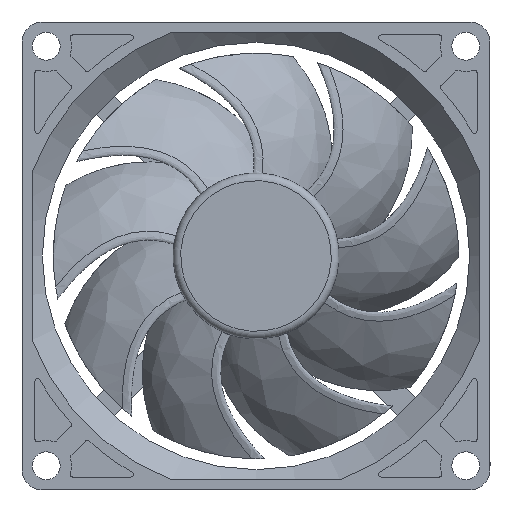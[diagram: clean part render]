
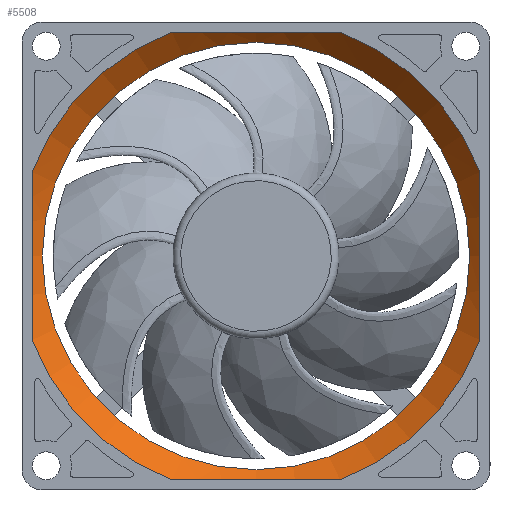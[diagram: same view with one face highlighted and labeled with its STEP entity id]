
A CAD part, front view. The second image highlights one B-rep face of the part: STEP entity #5508.
In plain terms, the highlighted conical face has half-angle 45 degrees and reference radius 47 mm.
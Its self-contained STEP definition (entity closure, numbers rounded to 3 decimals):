
#19=CONICAL_SURFACE('',#5999,47.,0.785);
#53=(
BOUNDED_CURVE()
B_SPLINE_CURVE(2,(#12001,#12002,#12003),.UNSPECIFIED.,.F.,.F.)
B_SPLINE_CURVE_WITH_KNOTS((3,3),(-3.666,-0.253),
 .UNSPECIFIED.)
CURVE()
GEOMETRIC_REPRESENTATION_ITEM()
RATIONAL_B_SPLINE_CURVE((1.011,1.08,1.011))
REPRESENTATION_ITEM('')
);
#54=(
BOUNDED_CURVE()
B_SPLINE_CURVE(2,(#12008,#12009,#12010),.UNSPECIFIED.,.F.,.F.)
B_SPLINE_CURVE_WITH_KNOTS((3,3),(-3.666,-0.253),
 .UNSPECIFIED.)
CURVE()
GEOMETRIC_REPRESENTATION_ITEM()
RATIONAL_B_SPLINE_CURVE((1.011,1.08,1.011))
REPRESENTATION_ITEM('')
);
#55=(
BOUNDED_CURVE()
B_SPLINE_CURVE(2,(#12016,#12017,#12018),.UNSPECIFIED.,.F.,.F.)
B_SPLINE_CURVE_WITH_KNOTS((3,3),(-3.666,-1.96),
 .UNSPECIFIED.)
CURVE()
GEOMETRIC_REPRESENTATION_ITEM()
RATIONAL_B_SPLINE_CURVE((1.011,1.045,1.045))
REPRESENTATION_ITEM('')
);
#56=(
BOUNDED_CURVE()
B_SPLINE_CURVE(2,(#12019,#12020,#12021),.UNSPECIFIED.,.F.,.F.)
B_SPLINE_CURVE_WITH_KNOTS((3,3),(-1.96,-0.253),
 .UNSPECIFIED.)
CURVE()
GEOMETRIC_REPRESENTATION_ITEM()
RATIONAL_B_SPLINE_CURVE((1.045,1.045,1.011))
REPRESENTATION_ITEM('')
);
#57=(
BOUNDED_CURVE()
B_SPLINE_CURVE(2,(#12026,#12027,#12028),.UNSPECIFIED.,.F.,.F.)
B_SPLINE_CURVE_WITH_KNOTS((3,3),(-3.666,-0.253),
 .UNSPECIFIED.)
CURVE()
GEOMETRIC_REPRESENTATION_ITEM()
RATIONAL_B_SPLINE_CURVE((1.011,1.08,1.011))
REPRESENTATION_ITEM('')
);
#752=FACE_OUTER_BOUND('',#1109,.T.);
#1109=EDGE_LOOP('',(#4305,#4306,#4307,#4308,#4309,#4310,#4311,#4312,#4313,
#4314,#4315,#4316,#4317));
#1481=LINE('',#12432,#1841);
#1841=VECTOR('',#6919,47.);
#2068=CIRCLE('',#5837,42.);
#2070=CIRCLE('',#5839,42.);
#2131=CIRCLE('',#5910,47.);
#2132=CIRCLE('',#5911,47.);
#2133=CIRCLE('',#5912,47.);
#2134=CIRCLE('',#5913,47.);
#2491=VERTEX_POINT('',#11925);
#2492=VERTEX_POINT('',#11926);
#2526=VERTEX_POINT('',#11998);
#2527=VERTEX_POINT('',#11999);
#2528=VERTEX_POINT('',#12005);
#2529=VERTEX_POINT('',#12006);
#2530=VERTEX_POINT('',#12012);
#2531=VERTEX_POINT('',#12013);
#2532=VERTEX_POINT('',#12015);
#2533=VERTEX_POINT('',#12023);
#2534=VERTEX_POINT('',#12024);
#3074=EDGE_CURVE('',#2491,#2492,#2068,.F.);
#3077=EDGE_CURVE('',#2492,#2491,#2070,.F.);
#3111=EDGE_CURVE('',#2526,#2527,#53,.T.);
#3113=EDGE_CURVE('',#2528,#2529,#54,.T.);
#3115=EDGE_CURVE('',#2530,#2532,#55,.T.);
#3116=EDGE_CURVE('',#2532,#2531,#56,.T.);
#3118=EDGE_CURVE('',#2533,#2534,#57,.T.);
#3196=EDGE_CURVE('',#2529,#2526,#2131,.T.);
#3197=EDGE_CURVE('',#2527,#2533,#2132,.T.);
#3198=EDGE_CURVE('',#2534,#2530,#2133,.T.);
#3199=EDGE_CURVE('',#2531,#2528,#2134,.T.);
#3316=EDGE_CURVE('',#2491,#2532,#1481,.T.);
#4305=ORIENTED_EDGE('',*,*,#3074,.F.);
#4306=ORIENTED_EDGE('',*,*,#3316,.T.);
#4307=ORIENTED_EDGE('',*,*,#3115,.F.);
#4308=ORIENTED_EDGE('',*,*,#3198,.F.);
#4309=ORIENTED_EDGE('',*,*,#3118,.F.);
#4310=ORIENTED_EDGE('',*,*,#3197,.F.);
#4311=ORIENTED_EDGE('',*,*,#3111,.F.);
#4312=ORIENTED_EDGE('',*,*,#3196,.F.);
#4313=ORIENTED_EDGE('',*,*,#3113,.F.);
#4314=ORIENTED_EDGE('',*,*,#3199,.F.);
#4315=ORIENTED_EDGE('',*,*,#3116,.F.);
#4316=ORIENTED_EDGE('',*,*,#3316,.F.);
#4317=ORIENTED_EDGE('',*,*,#3077,.F.);
#5508=ADVANCED_FACE('',(#752),#19,.F.);
#5837=AXIS2_PLACEMENT_3D('',#11927,#6500,#6501);
#5839=AXIS2_PLACEMENT_3D('',#11931,#6505,#6506);
#5910=AXIS2_PLACEMENT_3D('',#12194,#6695,#6696);
#5911=AXIS2_PLACEMENT_3D('',#12195,#6697,#6698);
#5912=AXIS2_PLACEMENT_3D('',#12196,#6699,#6700);
#5913=AXIS2_PLACEMENT_3D('',#12197,#6701,#6702);
#5999=AXIS2_PLACEMENT_3D('',#12431,#6917,#6918);
#6500=DIRECTION('center_axis',(0.,1.,0.));
#6501=DIRECTION('ref_axis',(0.,0.,1.));
#6505=DIRECTION('center_axis',(0.,1.,0.));
#6506=DIRECTION('ref_axis',(0.,0.,1.));
#6695=DIRECTION('center_axis',(0.,1.,0.));
#6696=DIRECTION('ref_axis',(0.,0.,1.));
#6697=DIRECTION('center_axis',(0.,1.,0.));
#6698=DIRECTION('ref_axis',(0.,0.,1.));
#6699=DIRECTION('center_axis',(0.,1.,0.));
#6700=DIRECTION('ref_axis',(0.,0.,1.));
#6701=DIRECTION('center_axis',(0.,1.,0.));
#6702=DIRECTION('ref_axis',(0.,0.,1.));
#6917=DIRECTION('center_axis',(0.,-1.,0.));
#6918=DIRECTION('ref_axis',(0.,0.,-1.));
#6919=DIRECTION('',(0.,-0.707,0.707));
#11925=CARTESIAN_POINT('',(0.,5.,42.));
#11926=CARTESIAN_POINT('',(0.,5.,-42.));
#11927=CARTESIAN_POINT('Origin',(0.,5.,0.));
#11931=CARTESIAN_POINT('Origin',(0.,5.,0.));
#11998=CARTESIAN_POINT('',(16.523,0.,-44.));
#11999=CARTESIAN_POINT('',(-16.523,0.,-44.));
#12001=CARTESIAN_POINT('Ctrl Pts',(16.523,0.,
-44.));
#12002=CARTESIAN_POINT('Ctrl Pts',(0.,5.809,
-44.));
#12003=CARTESIAN_POINT('Ctrl Pts',(-16.523,0.,
-44.));
#12005=CARTESIAN_POINT('',(44.,0.,16.523));
#12006=CARTESIAN_POINT('',(44.,0.,-16.523));
#12008=CARTESIAN_POINT('Ctrl Pts',(44.,0.,16.523));
#12009=CARTESIAN_POINT('Ctrl Pts',(44.,5.809,0.));
#12010=CARTESIAN_POINT('Ctrl Pts',(44.,0.,-16.523));
#12012=CARTESIAN_POINT('',(-16.523,0.,44.));
#12013=CARTESIAN_POINT('',(16.523,0.,44.));
#12015=CARTESIAN_POINT('',(0.,3.,44.));
#12016=CARTESIAN_POINT('Ctrl Pts',(-16.523,0.,
44.));
#12017=CARTESIAN_POINT('Ctrl Pts',(-7.989,3.,44.));
#12018=CARTESIAN_POINT('Ctrl Pts',(0.,3.,44.));
#12019=CARTESIAN_POINT('Ctrl Pts',(0.,3.,44.));
#12020=CARTESIAN_POINT('Ctrl Pts',(7.989,3.,44.));
#12021=CARTESIAN_POINT('Ctrl Pts',(16.523,0.,
44.));
#12023=CARTESIAN_POINT('',(-44.,0.,-16.523));
#12024=CARTESIAN_POINT('',(-44.,0.,16.523));
#12026=CARTESIAN_POINT('Ctrl Pts',(-44.,0.,-16.523));
#12027=CARTESIAN_POINT('Ctrl Pts',(-44.,5.809,0.));
#12028=CARTESIAN_POINT('Ctrl Pts',(-44.,0.,16.523));
#12194=CARTESIAN_POINT('Origin',(0.,0.,0.));
#12195=CARTESIAN_POINT('Origin',(0.,0.,0.));
#12196=CARTESIAN_POINT('Origin',(0.,0.,0.));
#12197=CARTESIAN_POINT('Origin',(0.,0.,0.));
#12431=CARTESIAN_POINT('Origin',(0.,0.,0.));
#12432=CARTESIAN_POINT('',(0.,0.,47.));
